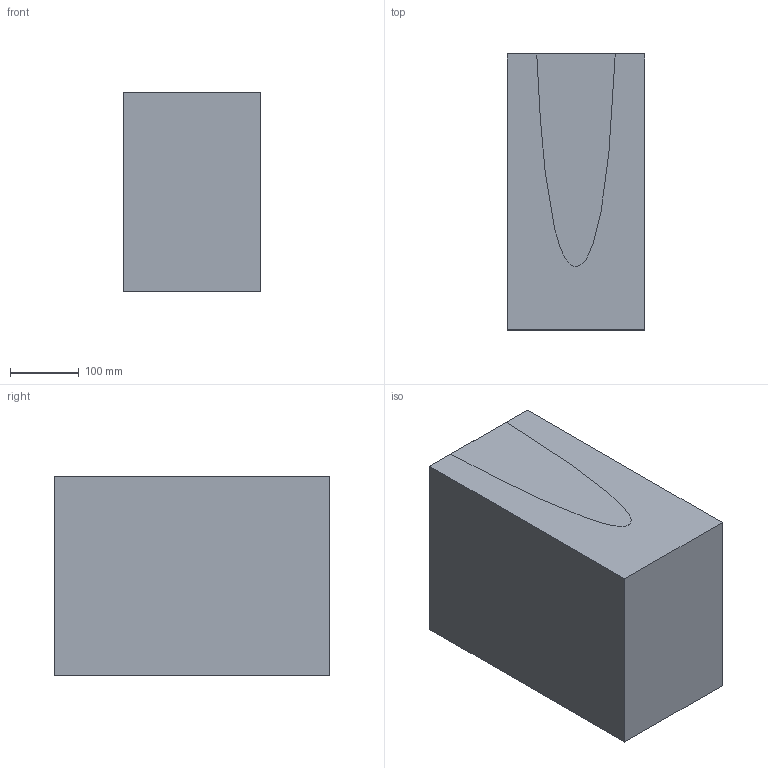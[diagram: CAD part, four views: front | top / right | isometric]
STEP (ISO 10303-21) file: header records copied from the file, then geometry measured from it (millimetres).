
FILE_DESCRIPTION(/* description */ (''),/* implementation_level */ '2;1');
FILE_NAME(/* name */ 'Newgoto20240305 v1.step',/* time_stamp */ '2024-03-05T02:16:34+09:00',/* author */ (''),/* organization */ (''),/* preprocessor_version */ 'ST-DEVELOPER v20',/* originating_system */ 'Autodesk Translation Framework v12.20.1.177',/* authorisation */ '');
FILE_SCHEMA (('AUTOMOTIVE_DESIGN { 1 0 10303 214 3 1 1 }'));
Length unit declared in the file: millimetre
Products named in the file (1): Newgoto20240305
Bounding box: 200 x 400 x 290 mm (x, y, z)
Surface area: 749771.3 mm2
Topology: 2 solids, 2 shells, 10 faces, 18 edges, 12 vertices
Faces by surface type: plane 9, bspline 1
Entity records: 13613 total; most frequent: CARTESIAN_POINT 13392, ORIENTED_EDGE 36, DIRECTION 34, EDGE_CURVE 18, LINE 14, VECTOR 14, VERTEX_POINT 12, FACE_OUTER_BOUND 10
